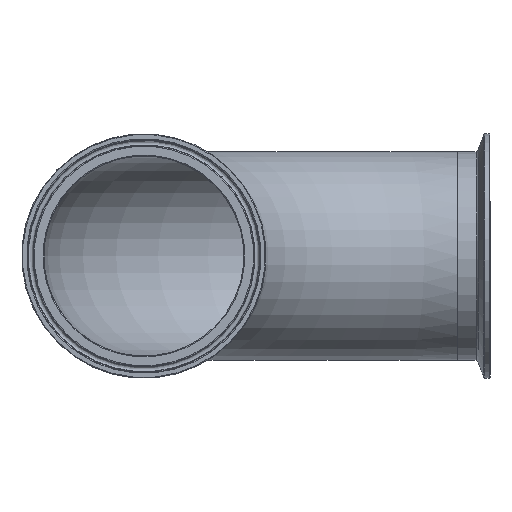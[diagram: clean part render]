
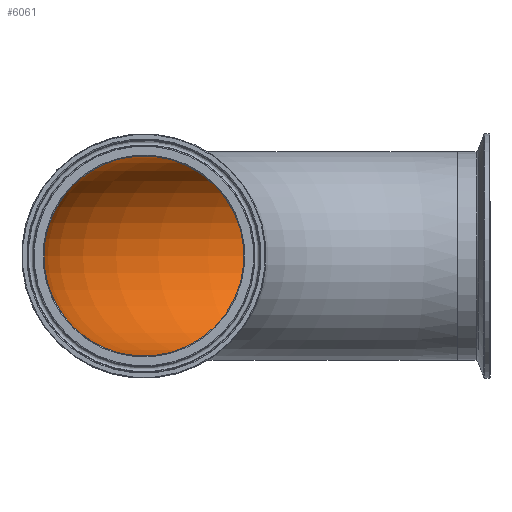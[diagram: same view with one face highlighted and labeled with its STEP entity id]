
A CAD part, front view. The second image highlights one B-rep face of the part: STEP entity #6061.
In plain terms, the highlighted toroidal (fillet/blend) face has major radius 152.4 mm and minor radius 48.692 mm.
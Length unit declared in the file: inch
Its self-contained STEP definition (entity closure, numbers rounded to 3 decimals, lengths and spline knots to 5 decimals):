
#63=CIRCLE('',#6302,1.917);
#64=CIRCLE('',#6303,1.917);
#137=FACE_BOUND('',#1762,.T.);
#1341=FACE_OUTER_BOUND('',#1761,.T.);
#1761=EDGE_LOOP('',(#5595));
#1762=EDGE_LOOP('',(#5596));
#2938=VERTEX_POINT('',#13514);
#2939=VERTEX_POINT('',#13516);
#3827=EDGE_CURVE('',#2938,#2938,#63,.T.);
#3828=EDGE_CURVE('',#2939,#2939,#64,.T.);
#5595=ORIENTED_EDGE('',*,*,#3827,.F.);
#5596=ORIENTED_EDGE('',*,*,#3828,.F.);
#5655=TOROIDAL_SURFACE('',#6301,6.,1.917);
#6061=ADVANCED_FACE('',(#1341,#137),#5655,.F.);
#6301=AXIS2_PLACEMENT_3D('',#13513,#7058,#7059);
#6302=AXIS2_PLACEMENT_3D('',#13515,#7060,#7061);
#6303=AXIS2_PLACEMENT_3D('',#13517,#7062,#7063);
#7058=DIRECTION('center_axis',(0.,0.,
1.));
#7059=DIRECTION('ref_axis',(0.,1.,0.));
#7060=DIRECTION('center_axis',(0.,1.,0.));
#7061=DIRECTION('ref_axis',(-1.,0.,0.));
#7062=DIRECTION('center_axis',(-1.,0.,0.));
#7063=DIRECTION('ref_axis',(0.,1.,0.));
#13513=CARTESIAN_POINT('Origin',(0.,0.,
0.));
#13514=CARTESIAN_POINT('',(-7.917,0.,0.));
#13515=CARTESIAN_POINT('Origin',(-6.,0.,0.));
#13516=CARTESIAN_POINT('',(0.,7.917,0.));
#13517=CARTESIAN_POINT('Origin',(0.,6.,0.));
